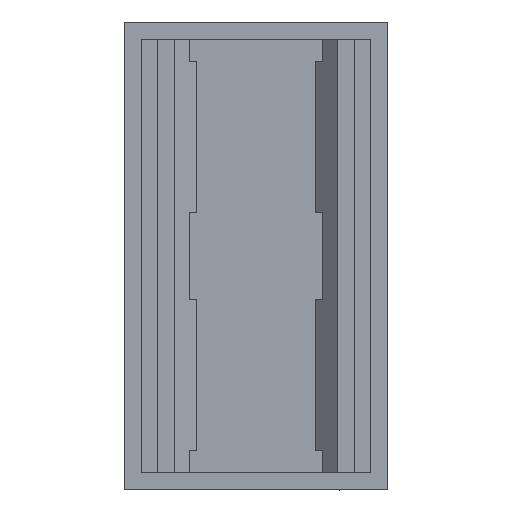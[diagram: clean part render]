
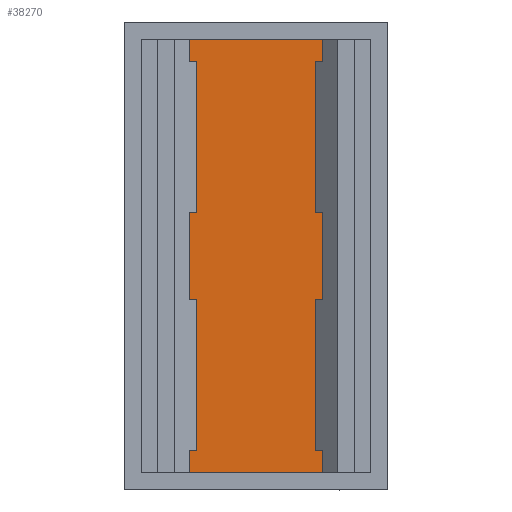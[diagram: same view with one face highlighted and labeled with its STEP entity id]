
A CAD part, top view. The second image highlights one B-rep face of the part: STEP entity #38270.
In plain terms, the highlighted face is planar.
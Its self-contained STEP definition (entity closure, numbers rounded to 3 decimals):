
#1060=CARTESIAN_POINT('',(2.025,-4.5,
10.15));
#1070=VERTEX_POINT('',#1060);
#1100=CARTESIAN_POINT('',(0.,-4.5,
10.15));
#1110=DIRECTION('',(-1.,0.,0.));
#1120=VECTOR('',#1110,1.);
#1130=LINE('',#1100,#1120);
#1140=CARTESIAN_POINT('',(9.15,-4.5,
10.15));
#1150=VERTEX_POINT('',#1140);
#1160=EDGE_CURVE('',#1150,#1070,#1130,.T.);
#2410=CARTESIAN_POINT('',(2.025,-4.5,
9.35));
#2420=VERTEX_POINT('',#2410);
#2450=CARTESIAN_POINT('',(2.025,-4.5,
0.));
#2460=DIRECTION('',(0.,0.,1.));
#2470=VECTOR('',#2460,1.);
#2480=LINE('',#2450,#2470);
#2490=EDGE_CURVE('',#2420,#1070,#2480,.T.);
#2640=CARTESIAN_POINT('',(2.025,-4.5,
2.25));
#2650=VERTEX_POINT('',#2640);
#2680=CARTESIAN_POINT('',(2.025,-4.5,
3.05));
#2690=VERTEX_POINT('',#2680);
#2700=EDGE_CURVE('',#2650,#2690,#2480,.T.);
#3450=CARTESIAN_POINT('',(-2.025,-4.5,
2.25));
#3460=VERTEX_POINT('',#3450);
#3490=CARTESIAN_POINT('',(0.,-4.5,
2.25));
#3500=DIRECTION('',(1.,0.,0.));
#3510=VECTOR('',#3500,1.);
#3520=LINE('',#3490,#3510);
#3530=CARTESIAN_POINT('',(-9.15,-4.5,
2.25));
#3540=VERTEX_POINT('',#3530);
#3550=EDGE_CURVE('',#3540,#3460,#3520,.T.);
#3950=CARTESIAN_POINT('',(9.15,-4.5,
0.));
#3960=DIRECTION('',(0.,0.,1.));
#3970=VECTOR('',#3960,1.);
#3980=LINE('',#3950,#3970);
#3990=CARTESIAN_POINT('',(9.15,-4.5,
9.35));
#4000=VERTEX_POINT('',#3990);
#4010=EDGE_CURVE('',#4000,#1150,#3980,.T.);
#4330=CARTESIAN_POINT('',(0.,-4.5,
9.35));
#4340=DIRECTION('',(-1.,0.,0.));
#4350=VECTOR('',#4340,1.);
#4360=LINE('',#4330,#4350);
#4370=CARTESIAN_POINT('',(10.2,-4.5,
9.35));
#4380=VERTEX_POINT('',#4370);
#4390=EDGE_CURVE('',#4380,#4000,#4360,.T.);
#26350=CARTESIAN_POINT('',(9.15,-4.5,
2.25));
#26360=VERTEX_POINT('',#26350);
#26390=CARTESIAN_POINT('',(0.,-4.5,
2.25));
#26400=DIRECTION('',(1.,0.,0.));
#26410=VECTOR('',#26400,1.);
#26420=LINE('',#26390,#26410);
#26430=EDGE_CURVE('',#2650,#26360,#26420,.T.);
#26720=CARTESIAN_POINT('',(-2.025,-4.5,
3.05));
#26730=VERTEX_POINT('',#26720);
#26780=CARTESIAN_POINT('',(-2.025,-4.5,
0.));
#26790=DIRECTION('',(0.,0.,1.));
#26800=VECTOR('',#26790,1.);
#26810=LINE('',#26780,#26800);
#26820=EDGE_CURVE('',#3460,#26730,#26810,.T.);
#26900=CARTESIAN_POINT('',(-2.025,-4.5,
10.15));
#26910=VERTEX_POINT('',#26900);
#26940=CARTESIAN_POINT('',(-2.025,-4.5,
9.35));
#26950=VERTEX_POINT('',#26940);
#26960=EDGE_CURVE('',#26950,#26910,#26810,.T.);
#27650=CARTESIAN_POINT('',(0.,-4.5,
3.05));
#27660=DIRECTION('',(1.,0.,0.));
#27670=VECTOR('',#27660,1.);
#27680=LINE('',#27650,#27670);
#27690=EDGE_CURVE('',#26730,#2690,#27680,.T.);
#29670=CARTESIAN_POINT('',(-9.15,-4.5,
3.05));
#29680=VERTEX_POINT('',#29670);
#29710=CARTESIAN_POINT('',(0.,-4.5,
3.05));
#29720=DIRECTION('',(1.,0.,0.));
#29730=VECTOR('',#29720,1.);
#29740=LINE('',#29710,#29730);
#29750=CARTESIAN_POINT('',(-10.2,-4.5,
3.05));
#29760=VERTEX_POINT('',#29750);
#29770=EDGE_CURVE('',#29760,#29680,#29740,.T.);
#34820=CARTESIAN_POINT('',(9.15,-4.5,
3.05));
#34830=VERTEX_POINT('',#34820);
#34860=EDGE_CURVE('',#26360,#34830,#3980,.T.);
#36050=CARTESIAN_POINT('',(-10.2,-4.5,
0.));
#36060=DIRECTION('',(0.,0.,1.));
#36070=VECTOR('',#36060,1.);
#36080=LINE('',#36050,#36070);
#36090=CARTESIAN_POINT('',(-10.2,-4.5,
9.35));
#36100=VERTEX_POINT('',#36090);
#36110=EDGE_CURVE('',#29760,#36100,#36080,.T.);
#37150=CARTESIAN_POINT('',(10.2,-4.5,
0.));
#37160=DIRECTION('',(0.,0.,1.));
#37170=VECTOR('',#37160,1.);
#37180=LINE('',#37150,#37170);
#37190=CARTESIAN_POINT('',(10.2,-4.5,
3.05));
#37200=VERTEX_POINT('',#37190);
#37210=EDGE_CURVE('',#37200,#4380,#37180,.T.);
#37700=CARTESIAN_POINT('',(10.2,-4.5,
9.));
#37710=DIRECTION('',(0.,-1.,0.));
#37720=DIRECTION('',(0.,0.,-1.));
#37730=AXIS2_PLACEMENT_3D('',#37700,#37710,#37720);
#37740=PLANE('',#37730);
#37750=CARTESIAN_POINT('',(0.,-4.5,
9.35));
#37760=DIRECTION('',(-1.,0.,0.));
#37770=VECTOR('',#37760,1.);
#37780=LINE('',#37750,#37770);
#37790=CARTESIAN_POINT('',(-9.15,-4.5,
9.35));
#37800=VERTEX_POINT('',#37790);
#37810=EDGE_CURVE('',#37800,#36100,#37780,.T.);
#37820=ORIENTED_EDGE('',*,*,#37810,.F.);
#37830=ORIENTED_EDGE('',*,*,#36110,.T.);
#37840=ORIENTED_EDGE('',*,*,#29770,.F.);
#37850=CARTESIAN_POINT('',(-9.15,-4.5,
0.));
#37860=DIRECTION('',(0.,0.,1.));
#37870=VECTOR('',#37860,1.);
#37880=LINE('',#37850,#37870);
#37890=EDGE_CURVE('',#3540,#29680,#37880,.T.);
#37900=ORIENTED_EDGE('',*,*,#37890,.T.);
#37910=ORIENTED_EDGE('',*,*,#3550,.F.);
#37920=ORIENTED_EDGE('',*,*,#26820,.F.);
#37930=ORIENTED_EDGE('',*,*,#27690,.F.);
#37940=ORIENTED_EDGE('',*,*,#2700,.T.);
#37950=ORIENTED_EDGE('',*,*,#26430,.F.);
#37960=ORIENTED_EDGE('',*,*,#34860,.F.);
#37970=CARTESIAN_POINT('',(0.,-4.5,
3.05));
#37980=DIRECTION('',(1.,0.,0.));
#37990=VECTOR('',#37980,1.);
#38000=LINE('',#37970,#37990);
#38010=EDGE_CURVE('',#34830,#37200,#38000,.T.);
#38020=ORIENTED_EDGE('',*,*,#38010,.F.);
#38030=ORIENTED_EDGE('',*,*,#37210,.F.);
#38040=ORIENTED_EDGE('',*,*,#4390,.F.);
#38050=ORIENTED_EDGE('',*,*,#4010,.F.);
#38060=ORIENTED_EDGE('',*,*,#1160,.F.);
#38070=ORIENTED_EDGE('',*,*,#2490,.T.);
#38080=CARTESIAN_POINT('',(0.,-4.5,
9.35));
#38090=DIRECTION('',(-1.,0.,0.));
#38100=VECTOR('',#38090,1.);
#38110=LINE('',#38080,#38100);
#38120=EDGE_CURVE('',#2420,#26950,#38110,.T.);
#38130=ORIENTED_EDGE('',*,*,#38120,.F.);
#38140=ORIENTED_EDGE('',*,*,#26960,.F.);
#38150=CARTESIAN_POINT('',(0.,-4.5,
10.15));
#38160=DIRECTION('',(-1.,0.,0.));
#38170=VECTOR('',#38160,1.);
#38180=LINE('',#38150,#38170);
#38190=CARTESIAN_POINT('',(-9.15,-4.5,
10.15));
#38200=VERTEX_POINT('',#38190);
#38210=EDGE_CURVE('',#26910,#38200,#38180,.T.);
#38220=ORIENTED_EDGE('',*,*,#38210,.F.);
#38230=EDGE_CURVE('',#37800,#38200,#37880,.T.);
#38240=ORIENTED_EDGE('',*,*,#38230,.T.);
#38250=EDGE_LOOP('',(#38240,#38220,#38140,#38130,#38070,#38060,#38050,
#38040,#38030,#38020,#37960,#37950,#37940,#37930,#37920,#37910,#37900,
#37840,#37830,#37820));
#38260=FACE_OUTER_BOUND('',#38250,.T.);
#38270=ADVANCED_FACE('',(#38260),#37740,.F.);
